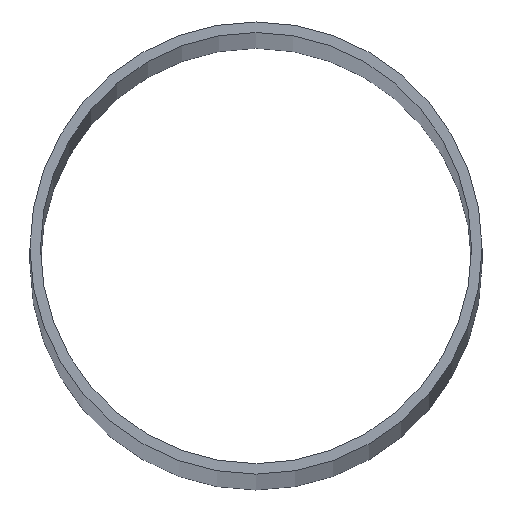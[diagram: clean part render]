
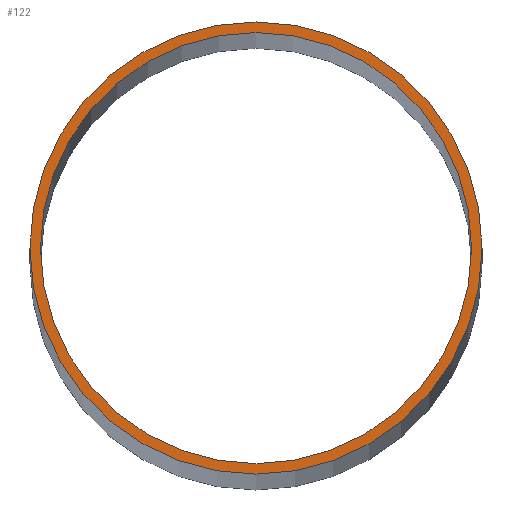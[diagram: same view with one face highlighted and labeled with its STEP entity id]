
A CAD part, top view. The second image highlights one B-rep face of the part: STEP entity #122.
In plain terms, the highlighted planar face has unit normal (0, 0, 1).
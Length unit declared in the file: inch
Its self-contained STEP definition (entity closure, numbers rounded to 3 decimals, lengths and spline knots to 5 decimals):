
#2 = EDGE_CURVE ( 'NONE', #76, #73, #27, .T. ) ;
#4 = EDGE_CURVE ( 'NONE', #129, #211, #175, .T. ) ;
#10 = CIRCLE ( 'NONE', #18, 5.375 ) ;
#14 = AXIS2_PLACEMENT_3D ( 'NONE', #206, #32, #153 ) ;
#15 = PLANE ( 'NONE',  #14 ) ;
#16 = EDGE_LOOP ( 'NONE', ( #94, #143 ) ) ;
#18 = AXIS2_PLACEMENT_3D ( 'NONE', #61, #177, #155 ) ;
#27 = CIRCLE ( 'NONE', #35, 5.375 ) ;
#32 = DIRECTION ( 'NONE',  ( 0., 0., 1. ) ) ;
#35 = AXIS2_PLACEMENT_3D ( 'NONE', #55, #135, #97 ) ;
#51 = FACE_OUTER_BOUND ( 'NONE', #16, .T. ) ;
#53 = CARTESIAN_POINT ( 'NONE',  ( -5.375, 0., 216. ) ) ;
#55 = CARTESIAN_POINT ( 'NONE',  ( 0., 0., 216. ) ) ;
#60 = DIRECTION ( 'NONE',  ( 0., 0., 1. ) ) ;
#61 = CARTESIAN_POINT ( 'NONE',  ( 0., 0., 216. ) ) ;
#73 = VERTEX_POINT ( 'NONE', #53 ) ;
#76 = VERTEX_POINT ( 'NONE', #227 ) ;
#83 = AXIS2_PLACEMENT_3D ( 'NONE', #207, #170, #244 ) ;
#94 = ORIENTED_EDGE ( 'NONE', *, *, #234, .T. ) ;
#97 = DIRECTION ( 'NONE',  ( 1., 0., 0. ) ) ;
#98 = AXIS2_PLACEMENT_3D ( 'NONE', #214, #60, #216 ) ;
#99 = CARTESIAN_POINT ( 'NONE',  ( 5.125, 0., 216. ) ) ;
#108 = CARTESIAN_POINT ( 'NONE',  ( -5.125, 0., 216. ) ) ;
#122 = ADVANCED_FACE ( 'NONE', ( #51, #134 ), #15, .T. ) ;
#129 = VERTEX_POINT ( 'NONE', #108 ) ;
#134 = FACE_BOUND ( 'NONE', #197, .T. ) ;
#135 = DIRECTION ( 'NONE',  ( 0., 0., 1. ) ) ;
#143 = ORIENTED_EDGE ( 'NONE', *, *, #2, .T. ) ;
#153 = DIRECTION ( 'NONE',  ( 1., 0., 0. ) ) ;
#155 = DIRECTION ( 'NONE',  ( 1., 0., 0. ) ) ;
#166 = ORIENTED_EDGE ( 'NONE', *, *, #4, .F. ) ;
#170 = DIRECTION ( 'NONE',  ( 0., 0., 1. ) ) ;
#175 = CIRCLE ( 'NONE', #83, 5.125 ) ;
#177 = DIRECTION ( 'NONE',  ( 0., 0., 1. ) ) ;
#194 = CIRCLE ( 'NONE', #98, 5.125 ) ;
#197 = EDGE_LOOP ( 'NONE', ( #166, #199 ) ) ;
#199 = ORIENTED_EDGE ( 'NONE', *, *, #212, .F. ) ;
#206 = CARTESIAN_POINT ( 'NONE',  ( 0., 0., 216. ) ) ;
#207 = CARTESIAN_POINT ( 'NONE',  ( 0., 0., 216. ) ) ;
#211 = VERTEX_POINT ( 'NONE', #99 ) ;
#212 = EDGE_CURVE ( 'NONE', #211, #129, #194, .T. ) ;
#214 = CARTESIAN_POINT ( 'NONE',  ( 0., 0., 216. ) ) ;
#216 = DIRECTION ( 'NONE',  ( 1., 0., 0. ) ) ;
#227 = CARTESIAN_POINT ( 'NONE',  ( 5.375, 0., 216. ) ) ;
#234 = EDGE_CURVE ( 'NONE', #73, #76, #10, .T. ) ;
#244 = DIRECTION ( 'NONE',  ( 1., 0., 0. ) ) ;
